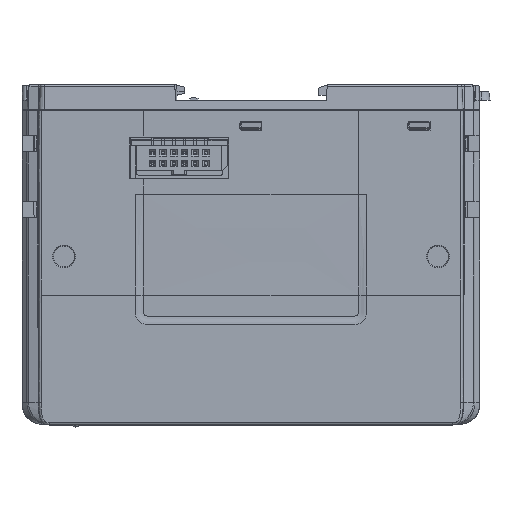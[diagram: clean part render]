
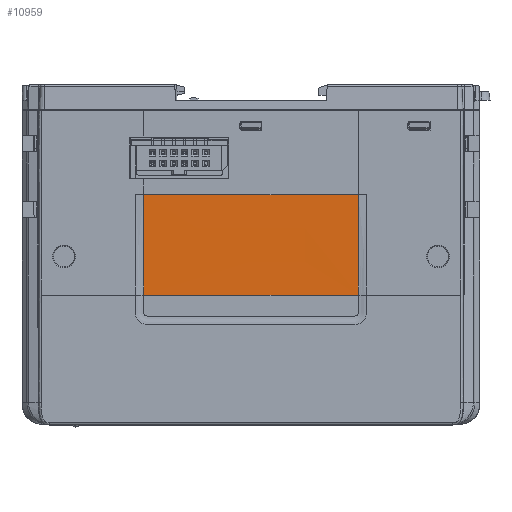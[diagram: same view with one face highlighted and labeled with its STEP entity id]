
A CAD part, top view. The second image highlights one B-rep face of the part: STEP entity #10959.
In plain terms, the highlighted free-form (B-spline) face has degree [3, 3] with [7, 4] control points.
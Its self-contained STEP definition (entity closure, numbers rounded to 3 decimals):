
#8733 = CARTESIAN_POINT ( 'NONE',  ( 25.537, -43.918, 13.2 ) ) ;
#8734 = CARTESIAN_POINT ( 'NONE',  ( 25.537, -35.945, 13.2 ) ) ;
#8741 = CARTESIAN_POINT ( 'NONE',  ( 25.537, -27.973, 13.5 ) ) ;
#8742 = CARTESIAN_POINT ( 'NONE',  ( 25.537, -20., 13.5 ) ) ;
#8977 = LINE ( 'NONE', #8979, #13510 ) ;
#8978 = LINE ( 'NONE', #9007, #13509 ) ;
#8979 = CARTESIAN_POINT ( 'NONE',  ( -48., -20., 13.5 ) ) ;
#9007 = CARTESIAN_POINT ( 'NONE',  ( 0., -43.918, 13.2 ) ) ;
#9008 = DIRECTION ( 'NONE',  ( 1., 0., 0. ) ) ;
#9009 = CARTESIAN_POINT ( 'NONE',  ( -25.537, -39.932, 13.2 ) ) ;
#9013 = CARTESIAN_POINT ( 'NONE',  ( -25.537, -43.918, 13.2 ) ) ;
#9014 = DIRECTION ( 'NONE',  ( 1., 0., 0. ) ) ;
#9016 = CARTESIAN_POINT ( 'NONE',  ( -25.537, -31.959, 13.35 ) ) ;
#9017 = CARTESIAN_POINT ( 'NONE',  ( -25.537, -23.987, 13.5 ) ) ;
#9018 = CARTESIAN_POINT ( 'NONE',  ( -25.537, -20., 13.5 ) ) ;
#10959 = ADVANCED_FACE ( 'NONE', ( #50242 ), #20262, .T. ) ;
#13509 = VECTOR ( 'NONE', #9008, 1000. ) ;
#13510 = VECTOR ( 'NONE', #9014, 1000. ) ;
#14011 = VERTEX_POINT ( 'NONE', #20834 ) ;
#14031 = VERTEX_POINT ( 'NONE', #20854 ) ;
#14038 = VERTEX_POINT ( 'NONE', #20861 ) ;
#20262 = B_SPLINE_SURFACE_WITH_KNOTS ( 'NONE', 3, 3, ( 
 ( #50386, #50233, #50389, #50390 ),
 ( #50391, #50392, #50393, #50394 ),
 ( #50395, #50396, #50397, #50398 ),
 ( #50399, #50400, #50401, #50402 ),
 ( #50403, #50404, #50405, #50406 ),
 ( #50407, #50408, #50409, #50410 ),
 ( #50411, #50412, #50413, #50414 ) ),
 .UNSPECIFIED., .F., .F., .F.,
 ( 4, 1, 1, 1, 4 ),
 ( 4, 4 ),
 ( 0., 0.25, 0.5, 0.75, 1. ),
 ( 0., 1. ),
 .UNSPECIFIED. ) ;
#20834 = CARTESIAN_POINT ( 'NONE',  ( -25.537, -20., 13.5 ) ) ;
#20854 = CARTESIAN_POINT ( 'NONE',  ( 25.537, -43.918, 13.2 ) ) ;
#20861 = CARTESIAN_POINT ( 'NONE',  ( 25.537, -20., 13.5 ) ) ;
#21925 = EDGE_CURVE ( 'NONE', #14031, #14038, #71791, .T. ) ;
#21989 = EDGE_CURVE ( 'NONE', #91185, #14031, #8978, .T. ) ;
#21991 = EDGE_CURVE ( 'NONE', #14011, #14038, #8977, .T. ) ;
#21992 = EDGE_CURVE ( 'NONE', #91185, #14011, #71828, .T. ) ;
#40076 = EDGE_LOOP ( 'NONE', ( #70934, #70933, #70932, #70931 ) ) ;
#44621 = CARTESIAN_POINT ( 'NONE',  ( -25.537, -43.918, 13.2 ) ) ;
#50233 = CARTESIAN_POINT ( 'NONE',  ( -25.537, -35.945, 13.2 ) ) ;
#50242 = FACE_OUTER_BOUND ( 'NONE', #40076, .T. ) ;
#50386 = CARTESIAN_POINT ( 'NONE',  ( -25.537, -43.918, 13.2 ) ) ;
#50389 = CARTESIAN_POINT ( 'NONE',  ( -25.537, -27.973, 13.5 ) ) ;
#50390 = CARTESIAN_POINT ( 'NONE',  ( -25.537, -20., 13.5 ) ) ;
#50391 = CARTESIAN_POINT ( 'NONE',  ( -21.28, -43.918, 13.2 ) ) ;
#50392 = CARTESIAN_POINT ( 'NONE',  ( -21.28, -35.945, 13.2 ) ) ;
#50393 = CARTESIAN_POINT ( 'NONE',  ( -21.28, -27.973, 13.5 ) ) ;
#50394 = CARTESIAN_POINT ( 'NONE',  ( -21.28, -20., 13.5 ) ) ;
#50395 = CARTESIAN_POINT ( 'NONE',  ( -12.768, -43.918, 13.2 ) ) ;
#50396 = CARTESIAN_POINT ( 'NONE',  ( -12.768, -35.945, 13.2 ) ) ;
#50397 = CARTESIAN_POINT ( 'NONE',  ( -12.768, -27.973, 13.5 ) ) ;
#50398 = CARTESIAN_POINT ( 'NONE',  ( -12.768, -20., 13.5 ) ) ;
#50399 = CARTESIAN_POINT ( 'NONE',  ( 0., -43.918, 13.2 ) ) ;
#50400 = CARTESIAN_POINT ( 'NONE',  ( 0., -35.945, 13.2 ) ) ;
#50401 = CARTESIAN_POINT ( 'NONE',  ( 0., -27.973, 13.5 ) ) ;
#50402 = CARTESIAN_POINT ( 'NONE',  ( 0., -20., 13.5 ) ) ;
#50403 = CARTESIAN_POINT ( 'NONE',  ( 12.768, -43.918, 13.2 ) ) ;
#50404 = CARTESIAN_POINT ( 'NONE',  ( 12.768, -35.945, 13.2 ) ) ;
#50405 = CARTESIAN_POINT ( 'NONE',  ( 12.768, -27.973, 13.5 ) ) ;
#50406 = CARTESIAN_POINT ( 'NONE',  ( 12.768, -20., 13.5 ) ) ;
#50407 = CARTESIAN_POINT ( 'NONE',  ( 21.28, -43.918, 13.2 ) ) ;
#50408 = CARTESIAN_POINT ( 'NONE',  ( 21.28, -35.945, 13.2 ) ) ;
#50409 = CARTESIAN_POINT ( 'NONE',  ( 21.28, -27.973, 13.5 ) ) ;
#50410 = CARTESIAN_POINT ( 'NONE',  ( 21.28, -20., 13.5 ) ) ;
#50411 = CARTESIAN_POINT ( 'NONE',  ( 25.537, -43.918, 13.2 ) ) ;
#50412 = CARTESIAN_POINT ( 'NONE',  ( 25.537, -35.945, 13.2 ) ) ;
#50413 = CARTESIAN_POINT ( 'NONE',  ( 25.537, -27.973, 13.5 ) ) ;
#50414 = CARTESIAN_POINT ( 'NONE',  ( 25.537, -20., 13.5 ) ) ;
#70931 = ORIENTED_EDGE ( 'NONE', *, *, #21992, .F. ) ;
#70932 = ORIENTED_EDGE ( 'NONE', *, *, #21991, .F. ) ;
#70933 = ORIENTED_EDGE ( 'NONE', *, *, #21925, .T. ) ;
#70934 = ORIENTED_EDGE ( 'NONE', *, *, #21989, .T. ) ;
#71791 = B_SPLINE_CURVE_WITH_KNOTS ( 'NONE', 3,
 ( #8733, #8734, #8741, #8742 ),
 .UNSPECIFIED., .F., .F.,
 ( 4, 4 ),
 ( 0., 1. ),
 .UNSPECIFIED. ) ;
#71828 = B_SPLINE_CURVE_WITH_KNOTS ( 'NONE', 3,
 ( #9013, #9009, #9016, #9017, #9018 ),
 .UNSPECIFIED., .F., .F.,
 ( 4, 1, 4 ),
 ( 0., 0.5, 1. ),
 .UNSPECIFIED. ) ;
#91185 = VERTEX_POINT ( 'NONE', #44621 ) ;
